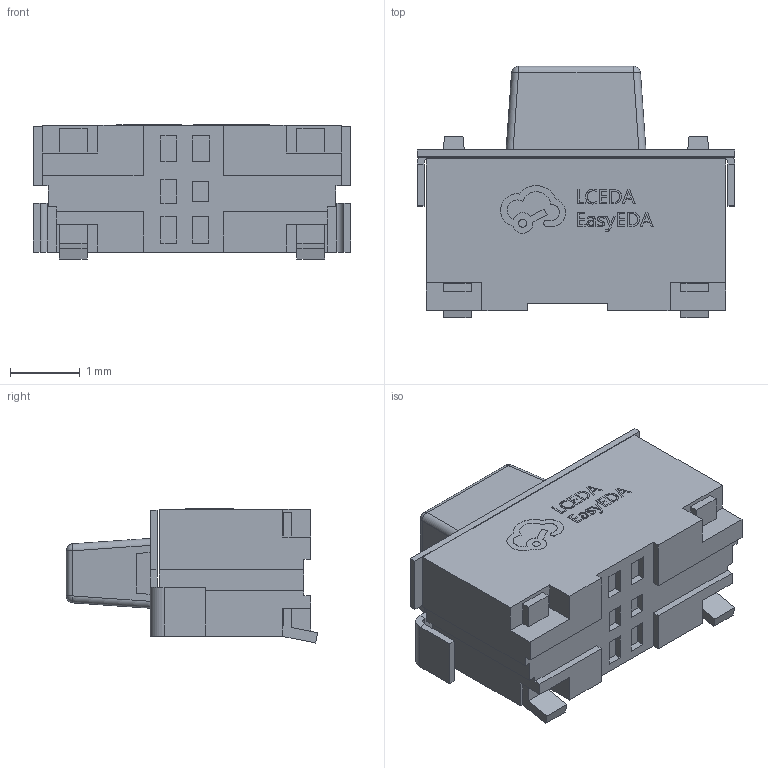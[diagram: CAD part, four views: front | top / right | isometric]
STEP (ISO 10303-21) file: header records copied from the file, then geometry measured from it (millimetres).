
FILE_DESCRIPTION (( 'STEP AP214' ), '1' );
FILE_NAME ('SW-SMD_TS24CA.step', '2022-07-26T08:04:10', ( '' ), ( '' ), 'SwSTEP 2.0', 'SolidWorks 2021', '' );
FILE_SCHEMA (( 'AUTOMOTIVE_DESIGN' ));
Length unit declared in the file: millimetre
Products named in the file (1): SW-SMD_TS24CA
Bounding box: 4.55 x 3.6 x 1.92 mm (x, y, z)
Volume: 18.6 mm3; surface area: 71 mm2
Topology: 2 solids, 2 shells, 375 faces, 1001 edges, 658 vertices
Faces by surface type: plane 261, bspline 98, cylinder 12, sphere 4
Entity records: 16199 total; most frequent: CARTESIAN_POINT 3353, ORIENTED_EDGE 2002, DIRECTION 1373, EDGE_CURVE 1001, VECTOR 777, LINE 777, VERTEX_POINT 658, EDGE_LOOP 407
